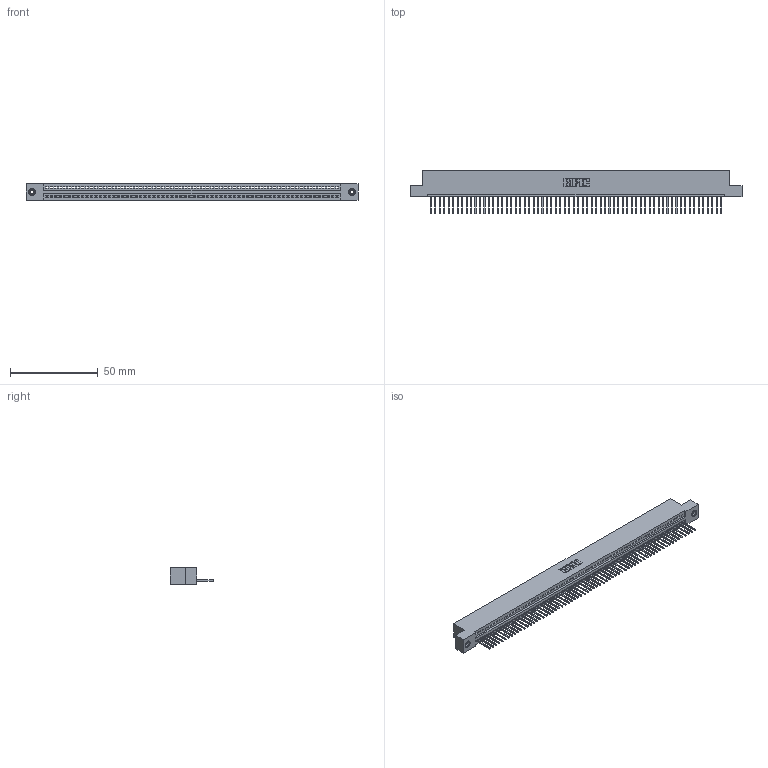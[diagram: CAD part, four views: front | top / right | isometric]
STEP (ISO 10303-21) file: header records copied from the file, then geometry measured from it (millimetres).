
FILE_DESCRIPTION (( 'STEP AP203' ), '1' );
FILE_NAME ('395-066-523-108.STEP', '2018-11-25T01:39:56', ( '' ), ( '' ), 'SwSTEP 2.0', 'SolidWorks 2016', '' );
FILE_SCHEMA (( 'CONFIG_CONTROL_DESIGN' ));
Length unit declared in the file: inch
Products named in the file (4): 395-066-523-108; 345 Part_Flush Mounting Lugs - 0.156 Dia-TI; 345-292-001_345-293-123; 345-250-001_345-250-003-102
Assembly tree (69 placements, depth 2):
  395-066-523-108
    345 Part_Flush Mounting Lugs - 0.156 Dia-TI
    345-292-001_345-293-123  x66
    345-250-001_345-250-003-102  x2
Bounding box: 188.85 x 24.82 x 9.4 mm (x, y, z)
Volume: 18101.6 mm3; surface area: 24472.7 mm2
Topology: 69 solids, 69 shells, 4014 faces, 12093 edges, 7966 vertices
Faces by surface type: plane 2752, cylinder 1246, cone 12, torus 4
Entity records: 47646 total; most frequent: CARTESIAN_POINT 8233, ORIENTED_EDGE 8226, DIRECTION 7183, EDGE_CURVE 4113, VECTOR 3697, LINE 3697, VERTEX_POINT 2736, AXIS2_PLACEMENT_3D 1743
